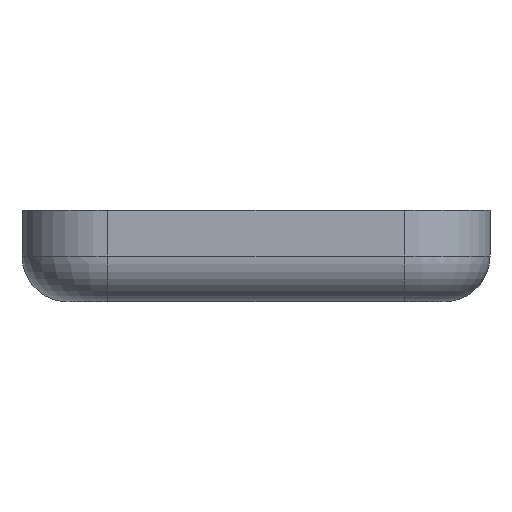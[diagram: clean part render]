
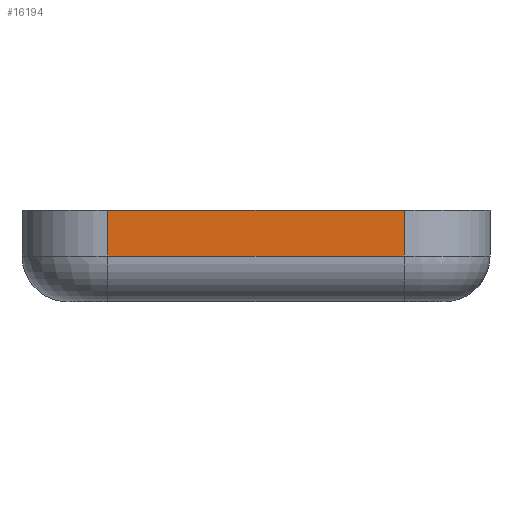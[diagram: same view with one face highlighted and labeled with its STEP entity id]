
A CAD part, front view. The second image highlights one B-rep face of the part: STEP entity #16194.
In plain terms, the highlighted planar face has unit normal (0, -1, 0).
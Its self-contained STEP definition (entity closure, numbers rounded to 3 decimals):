
#4 = ORIENTED_EDGE ( 'NONE', *, *, #21458, .F. ) ;
#3474 = EDGE_LOOP ( 'NONE', ( #18061, #24854, #9107, #4 ) ) ;
#5927 = VERTEX_POINT ( 'NONE', #25378 ) ;
#9107 = ORIENTED_EDGE ( 'NONE', *, *, #19842, .F. ) ;
#10265 = FACE_OUTER_BOUND ( 'NONE', #3474, .T. ) ;
#10299 = VERTEX_POINT ( 'NONE', #13950 ) ;
#12001 = DIRECTION ( 'NONE',  ( 0., 0., -1. ) ) ;
#12065 = CARTESIAN_POINT ( 'NONE',  ( 13.7, -96.5, 5. ) ) ;
#12101 = DIRECTION ( 'NONE',  ( 0., 0., 1. ) ) ;
#12162 = DIRECTION ( 'NONE',  ( 0., 1., 0. ) ) ;
#12253 = CARTESIAN_POINT ( 'NONE',  ( 13.7, -96.5, 5. ) ) ;
#12420 = PLANE ( 'NONE',  #20542 ) ;
#13446 = EDGE_CURVE ( 'NONE', #20831, #5927, #24549, .T. ) ;
#13617 = VECTOR ( 'NONE', #12001, 1000. ) ;
#13950 = CARTESIAN_POINT ( 'NONE',  ( -12.3, -96.5, 5. ) ) ;
#13959 = LINE ( 'NONE', #12065, #13617 ) ;
#14624 = VECTOR ( 'NONE', #21922, 1000. ) ;
#16194 = ADVANCED_FACE ( 'NONE', ( #10265 ), #12420, .F. ) ;
#17094 = VERTEX_POINT ( 'NONE', #18056 ) ;
#17199 = DIRECTION ( 'NONE',  ( 1., 0., 0. ) ) ;
#17252 = CARTESIAN_POINT ( 'NONE',  ( 13.7, -96.5, 5. ) ) ;
#18056 = CARTESIAN_POINT ( 'NONE',  ( 13.7, -96.5, 5. ) ) ;
#18061 = ORIENTED_EDGE ( 'NONE', *, *, #23119, .T. ) ;
#19606 = CARTESIAN_POINT ( 'NONE',  ( 13.7, -96.5, 1. ) ) ;
#19716 = DIRECTION ( 'NONE',  ( 1., 0., 0. ) ) ;
#19842 = EDGE_CURVE ( 'NONE', #17094, #5927, #13959, .T. ) ;
#20542 = AXIS2_PLACEMENT_3D ( 'NONE', #12253, #12162, #12101 ) ;
#20831 = VERTEX_POINT ( 'NONE', #26651 ) ;
#21458 = EDGE_CURVE ( 'NONE', #10299, #17094, #26342, .T. ) ;
#21922 = DIRECTION ( 'NONE',  ( 0., 0., -1. ) ) ;
#22474 = CARTESIAN_POINT ( 'NONE',  ( -12.3, -96.5, 5. ) ) ;
#23119 = EDGE_CURVE ( 'NONE', #10299, #20831, #26142, .T. ) ;
#24300 = VECTOR ( 'NONE', #19716, 1000. ) ;
#24549 = LINE ( 'NONE', #19606, #24300 ) ;
#24854 = ORIENTED_EDGE ( 'NONE', *, *, #13446, .T. ) ;
#25378 = CARTESIAN_POINT ( 'NONE',  ( 13.7, -96.5, 1. ) ) ;
#26142 = LINE ( 'NONE', #22474, #14624 ) ;
#26342 = LINE ( 'NONE', #17252, #26701 ) ;
#26651 = CARTESIAN_POINT ( 'NONE',  ( -12.3, -96.5, 1. ) ) ;
#26701 = VECTOR ( 'NONE', #17199, 1000. ) ;
